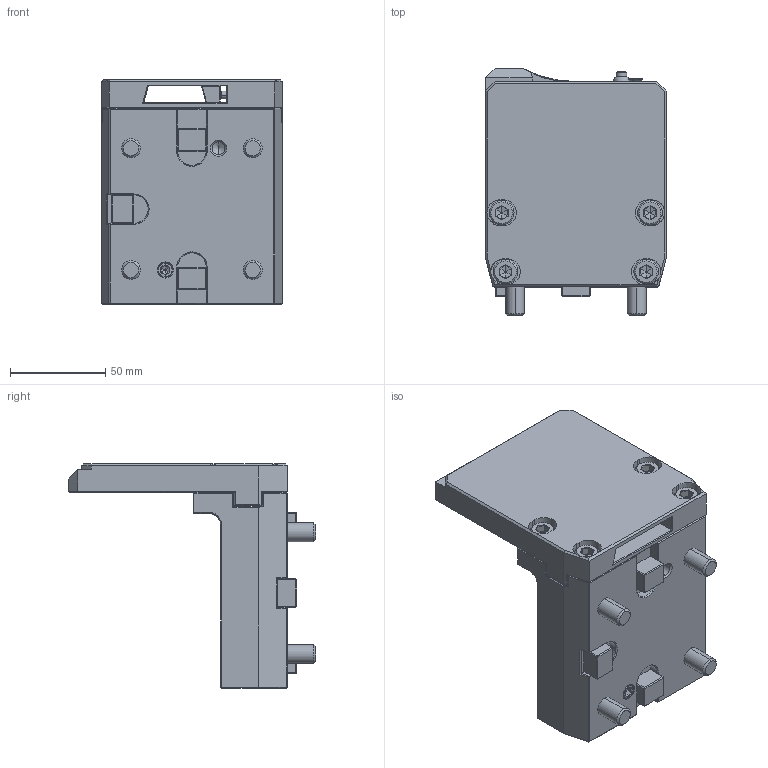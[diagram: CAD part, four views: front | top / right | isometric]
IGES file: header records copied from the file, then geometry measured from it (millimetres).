
Start section:  PTC IGES file: ngt_cr_55_32_do.igs
Global section: file name: ngt_cr_55_32_do.igs; native system: Pro/ENGINEER by Parametric Technology Corporation; preprocessor: 2010280; author: vali; organization: Unknown; date: 20230515.100455; units: millimetre
Bounding box: 95.13 x 130 x 118 mm (x, y, z)
Volume: 458453.8 mm3; surface area: 76551.3 mm2
Topology: 1 solids, 2 shells, 455 faces, 1177 edges, 716 vertices
Faces by surface type: bspline 298, revolution 157
